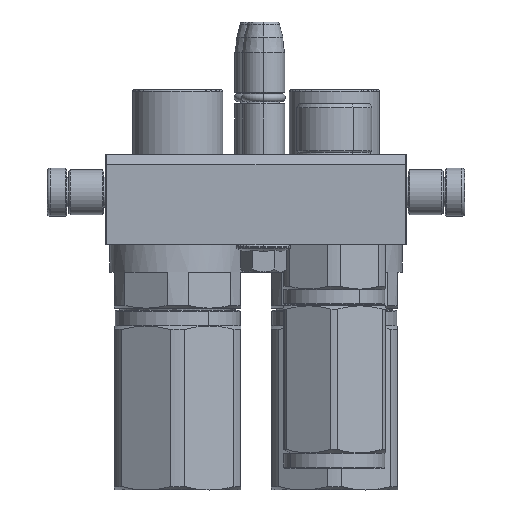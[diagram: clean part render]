
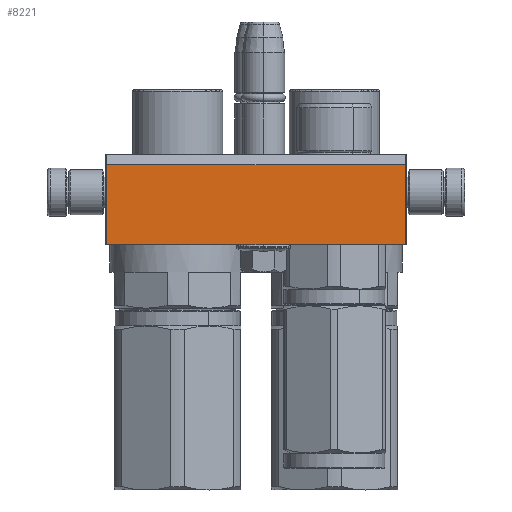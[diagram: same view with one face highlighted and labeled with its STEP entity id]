
A CAD part, left-side view. The second image highlights one B-rep face of the part: STEP entity #8221.
In plain terms, the highlighted face is planar.
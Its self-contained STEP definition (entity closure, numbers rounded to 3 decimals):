
#4516 = VECTOR ( 'NONE', #19913, 1000. ) ;
#6947 = EDGE_CURVE ( 'NONE', #61912, #12833, #62731, .T. ) ;
#7644 = ORIENTED_EDGE ( 'NONE', *, *, #47397, .F. ) ;
#7923 = ORIENTED_EDGE ( 'NONE', *, *, #6947, .T. ) ;
#8221 = ADVANCED_FACE ( 'NONE', ( #49714 ), #45810, .T. ) ;
#12833 = VERTEX_POINT ( 'NONE', #37204 ) ;
#13125 = DIRECTION ( 'NONE',  ( 0., 0., 1. ) ) ;
#13848 = DIRECTION ( 'NONE',  ( 1., 0., 0. ) ) ;
#19913 = DIRECTION ( 'NONE',  ( 1., 0., 0. ) ) ;
#23657 = VERTEX_POINT ( 'NONE', #34591 ) ;
#24166 = AXIS2_PLACEMENT_3D ( 'NONE', #24384, #13125, #13848 ) ;
#24384 = CARTESIAN_POINT ( 'NONE',  ( -50., -15., 56. ) ) ;
#30518 = CARTESIAN_POINT ( 'NONE',  ( -49.5, -15., 56. ) ) ;
#31171 = CARTESIAN_POINT ( 'NONE',  ( -49.5, 11.536, 56. ) ) ;
#31724 = VECTOR ( 'NONE', #46356, 1000. ) ;
#34591 = CARTESIAN_POINT ( 'NONE',  ( -49.5, 11.536, 56. ) ) ;
#37047 = EDGE_LOOP ( 'NONE', ( #58008, #7923, #7644, #68271 ) ) ;
#37204 = CARTESIAN_POINT ( 'NONE',  ( 49.5, 11.536, 56. ) ) ;
#38840 = VECTOR ( 'NONE', #49942, 1000. ) ;
#41237 = EDGE_CURVE ( 'NONE', #65689, #23657, #62936, .T. ) ;
#45810 = PLANE ( 'NONE',  #24166 ) ;
#46356 = DIRECTION ( 'NONE',  ( 0., 1., 0. ) ) ;
#46512 = EDGE_CURVE ( 'NONE', #65689, #61912, #63968, .T. ) ;
#47397 = EDGE_CURVE ( 'NONE', #23657, #12833, #61265, .T. ) ;
#47697 = DIRECTION ( 'NONE',  ( 1., 0., 0. ) ) ;
#49321 = VECTOR ( 'NONE', #47697, 1000. ) ;
#49714 = FACE_OUTER_BOUND ( 'NONE', #37047, .T. ) ;
#49942 = DIRECTION ( 'NONE',  ( 0., 1., 0. ) ) ;
#55710 = CARTESIAN_POINT ( 'NONE',  ( -49.5, -15., 56. ) ) ;
#55720 = CARTESIAN_POINT ( 'NONE',  ( 49.5, -15., 56. ) ) ;
#57918 = CARTESIAN_POINT ( 'NONE',  ( 49.5, -15., 56. ) ) ;
#58008 = ORIENTED_EDGE ( 'NONE', *, *, #46512, .T. ) ;
#61265 = LINE ( 'NONE', #31171, #4516 ) ;
#61912 = VERTEX_POINT ( 'NONE', #57918 ) ;
#62731 = LINE ( 'NONE', #55720, #31724 ) ;
#62936 = LINE ( 'NONE', #55710, #38840 ) ;
#63968 = LINE ( 'NONE', #70270, #49321 ) ;
#65689 = VERTEX_POINT ( 'NONE', #30518 ) ;
#68271 = ORIENTED_EDGE ( 'NONE', *, *, #41237, .F. ) ;
#70270 = CARTESIAN_POINT ( 'NONE',  ( -49.5, -15., 56. ) ) ;
